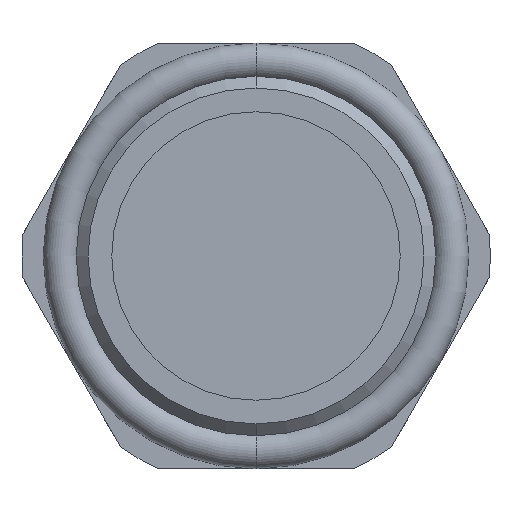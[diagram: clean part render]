
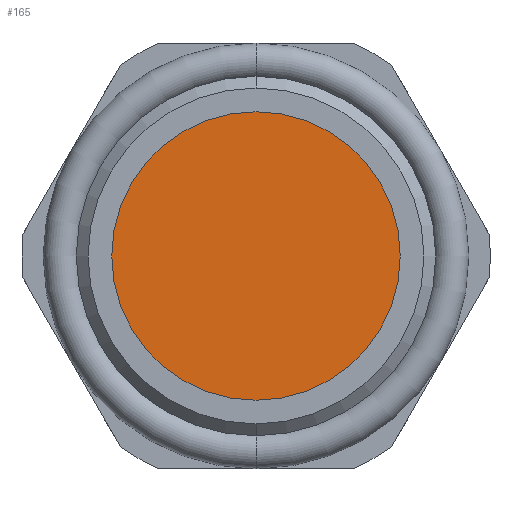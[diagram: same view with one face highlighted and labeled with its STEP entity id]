
A CAD part, front view. The second image highlights one B-rep face of the part: STEP entity #165.
In plain terms, the highlighted planar face has unit normal (0, -1, 0).
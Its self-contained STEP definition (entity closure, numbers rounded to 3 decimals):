
#144 = VERTEX_POINT ( 'NONE', #740 ) ;
#145 = VERTEX_POINT ( 'NONE', #739 ) ;
#149 = EDGE_CURVE ( 'NONE', #144, #145, #609, .T. ) ;
#161 = ORIENTED_EDGE ( 'NONE', *, *, #202, .T. ) ;
#162 = ORIENTED_EDGE ( 'NONE', *, *, #149, .T. ) ;
#163 = EDGE_LOOP ( 'NONE', ( #161, #162 ) ) ;
#165 = ADVANCED_FACE ( 'NONE', ( #664 ), #593, .F. ) ;
#202 = EDGE_CURVE ( 'NONE', #145, #144, #826, .T. ) ;
#593 = PLANE ( 'NONE',  #672 ) ;
#594 = DIRECTION ( 'NONE',  ( 0., 0., -1. ) ) ;
#595 = DIRECTION ( 'NONE',  ( 0., -1., 0. ) ) ;
#596 = CARTESIAN_POINT ( 'NONE',  ( 0., -1.5, 0. ) ) ;
#597 = AXIS2_PLACEMENT_3D ( 'NONE', #596, #595, #594 ) ;
#609 = CIRCLE ( 'NONE', #597, 6.1 ) ;
#640 = DIRECTION ( 'NONE',  ( 0., 0., 1. ) ) ;
#641 = DIRECTION ( 'NONE',  ( 0., 1., 0. ) ) ;
#642 = CARTESIAN_POINT ( 'NONE',  ( -6.1, -1.5, 0. ) ) ;
#664 = FACE_OUTER_BOUND ( 'NONE', #163, .T. ) ;
#672 = AXIS2_PLACEMENT_3D ( 'NONE', #642, #641, #640 ) ;
#739 = CARTESIAN_POINT ( 'NONE',  ( 0., -1.5, -6.1 ) ) ;
#740 = CARTESIAN_POINT ( 'NONE',  ( 0., -1.5, 6.1 ) ) ;
#811 = AXIS2_PLACEMENT_3D ( 'NONE', #825, #824, #823 ) ;
#823 = DIRECTION ( 'NONE',  ( 0., 0., -1. ) ) ;
#824 = DIRECTION ( 'NONE',  ( 0., -1., 0. ) ) ;
#825 = CARTESIAN_POINT ( 'NONE',  ( 0., -1.5, 0. ) ) ;
#826 = CIRCLE ( 'NONE', #811, 6.1 ) ;
